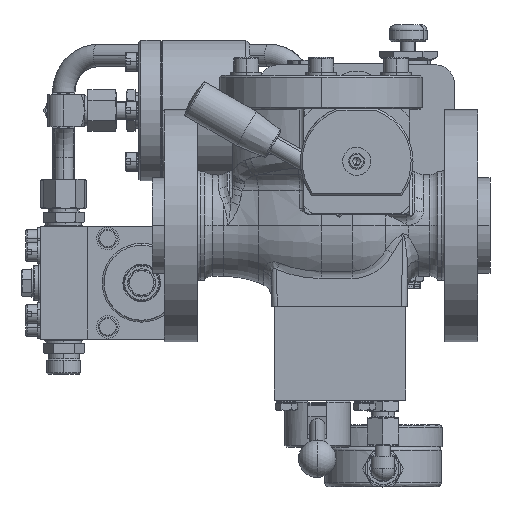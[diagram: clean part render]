
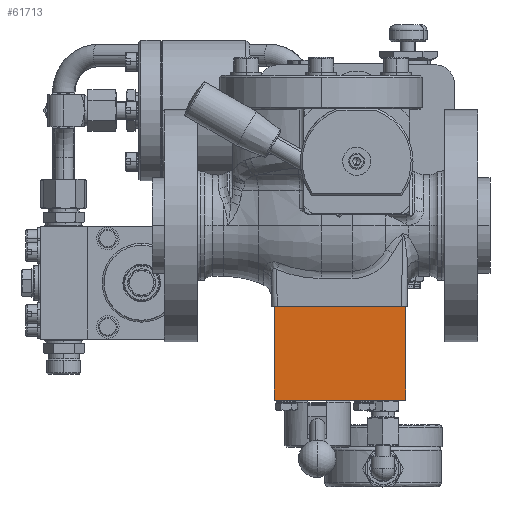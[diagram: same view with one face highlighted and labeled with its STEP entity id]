
A CAD part, top view. The second image highlights one B-rep face of the part: STEP entity #61713.
In plain terms, the highlighted planar face has unit normal (0, 0, 1).
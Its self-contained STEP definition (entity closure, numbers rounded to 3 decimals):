
#434 = VECTOR ( 'NONE', #48539, 1000. ) ;
#534 = EDGE_CURVE ( 'Defeature ausgef�hrt2_1635+Defeature ausgef�hrt2_1638+Defeature ausgef�hrt2_1633+Defeature ausgef�hrt2_123', #56271, #93520, #56961, .T. ) ;
#2260 = EDGE_CURVE ( 'Defeature ausgef�hrt2_1637+Defeature ausgef�hrt2_1638+Defeature ausgef�hrt2_123+Defeature ausgef�hrt2_1633', #85932, #65627, #42668, .T. ) ;
#2944 = PLANE ( 'NONE',  #11304 ) ;
#4984 = CARTESIAN_POINT ( 'NONE',  ( 45., -43., 25. ) ) ;
#7455 = VECTOR ( 'NONE', #49071, 1000. ) ;
#11304 = AXIS2_PLACEMENT_3D ( 'NONE', #17433, #68711, #40376 ) ;
#12003 = CARTESIAN_POINT ( 'NONE',  ( -25., -93., 25. ) ) ;
#17433 = CARTESIAN_POINT ( 'NONE',  ( -25., -93., 25. ) ) ;
#20136 = LINE ( 'NONE', #12003, #7455 ) ;
#21500 = ORIENTED_EDGE ( 'NONE', *, *, #2260, .F. ) ;
#23087 = VECTOR ( 'NONE', #83069, 1000. ) ;
#25226 = CARTESIAN_POINT ( 'NONE',  ( -25., -43., 25. ) ) ;
#25512 = VECTOR ( 'NONE', #39909, 1000. ) ;
#26759 = EDGE_CURVE ( 'Defeature ausgef�hrt2_1633+Defeature ausgef�hrt2_1638+Defeature ausgef�hrt2_1637+Defeature ausgef�hrt2_1635', #65627, #56271, #20136, .T. ) ;
#27718 = CARTESIAN_POINT ( 'NONE',  ( 45., -93., 25. ) ) ;
#28685 = EDGE_LOOP ( 'NONE', ( #50066, #41928, #21500, #95435 ) ) ;
#32480 = CARTESIAN_POINT ( 'NONE',  ( -25., -43., 25. ) ) ;
#33729 = CARTESIAN_POINT ( 'NONE',  ( -25., -43., 25. ) ) ;
#39909 = DIRECTION ( 'NONE',  ( 1., 0., 0. ) ) ;
#40376 = DIRECTION ( 'NONE',  ( -1., 0., 0. ) ) ;
#41928 = ORIENTED_EDGE ( 'NONE', *, *, #26759, .F. ) ;
#42668 = LINE ( 'NONE', #4984, #23087 ) ;
#45037 = LINE ( 'NONE', #32480, #25512 ) ;
#48539 = DIRECTION ( 'NONE',  ( 0., 1., 0. ) ) ;
#49071 = DIRECTION ( 'NONE',  ( -1., 0., 0. ) ) ;
#50066 = ORIENTED_EDGE ( 'NONE', *, *, #534, .F. ) ;
#50100 = EDGE_CURVE ( 'Defeature ausgef�hrt2_123+Defeature ausgef�hrt2_1638+Defeature ausgef�hrt2_1635+Defeature ausgef�hrt2_1637', #93520, #85932, #45037, .T. ) ;
#52108 = FACE_OUTER_BOUND ( 'NONE', #28685, .T. ) ;
#56271 = VERTEX_POINT ( 'NONE', #63307 ) ;
#56961 = LINE ( 'NONE', #33729, #434 ) ;
#61713 = ADVANCED_FACE ( 'Defeature ausgef�hrt2_1638', ( #52108 ), #2944, .T. ) ;
#63307 = CARTESIAN_POINT ( 'NONE',  ( -25., -93., 25. ) ) ;
#65627 = VERTEX_POINT ( 'NONE', #27718 ) ;
#68711 = DIRECTION ( 'NONE',  ( 0., 0., 1. ) ) ;
#79935 = CARTESIAN_POINT ( 'NONE',  ( 45., -43., 25. ) ) ;
#83069 = DIRECTION ( 'NONE',  ( 0., -1., 0. ) ) ;
#85932 = VERTEX_POINT ( 'NONE', #79935 ) ;
#93520 = VERTEX_POINT ( 'NONE', #25226 ) ;
#95435 = ORIENTED_EDGE ( 'NONE', *, *, #50100, .F. ) ;
